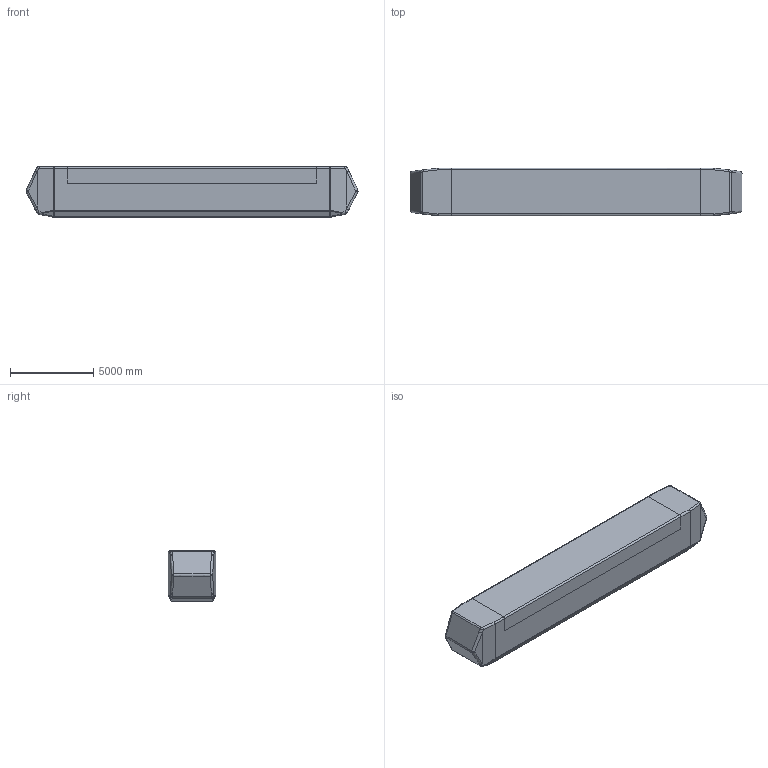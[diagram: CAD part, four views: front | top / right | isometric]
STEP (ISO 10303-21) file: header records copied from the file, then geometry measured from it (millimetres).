
FILE_DESCRIPTION (( 'STEP AP214' ), '1' );
FILE_NAME ('Locomotive_versionB_LessDetailed.STEP', '2024-03-20T10:54:58', ( '' ), ( '' ), 'SwSTEP 2.0', 'SolidWorks 2022', '' );
FILE_SCHEMA (( 'AUTOMOTIVE_DESIGN' ));
Length unit declared in the file: millimetre
Products named in the file (1): Locomotive_versionB_LessDetailed
Bounding box: 19965.56 x 2850 x 3050 mm (x, y, z)
Surface area: 230789761.6 mm2 (no closed solid volume)
Topology: 0 solids, 3 shells, 147 faces, 360 edges, 198 vertices
Faces by surface type: cylinder 60, bspline 36, plane 29, sphere 18, torus 4
Entity records: 10596 total; most frequent: CARTESIAN_POINT 6556, ORIENTED_EDGE 652, EDGE_CURVE 342, B_SPLINE_CURVE_WITH_KNOTS 312, DIRECTION 224, VERTEX_POINT 198, UNCERTAINTY_MEASURE_WITH_UNIT 149, SURFACE_STYLE_FILL_AREA 148
